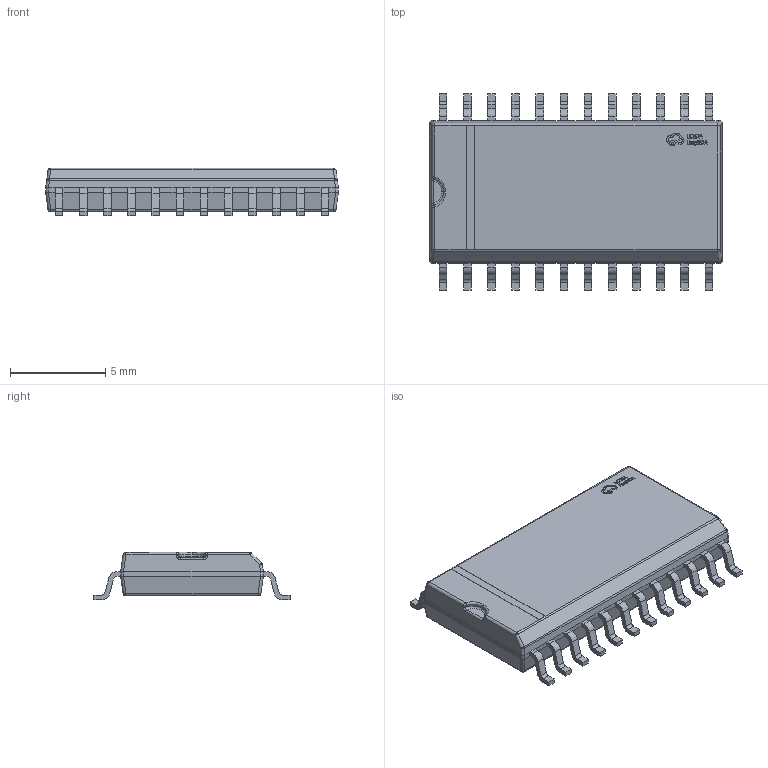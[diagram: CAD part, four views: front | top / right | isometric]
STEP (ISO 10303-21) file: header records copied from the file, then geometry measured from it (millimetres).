
FILE_DESCRIPTION (( 'STEP AP214' ), '1' );
FILE_NAME ('SOIC-24_L15.4-W7.5-H2.7-LS10.3-P1.27.step', '2022-07-26T09:13:03', ( '' ), ( '' ), 'SwSTEP 2.0', 'SolidWorks 2020', '' );
FILE_SCHEMA (( 'AUTOMOTIVE_DESIGN' ));
Length unit declared in the file: millimetre
Products named in the file (1): SOIC-24_L15.4-W7.5-H2.7-LS10.3-P1.27
Bounding box: 15.4 x 10.32 x 2.5 mm (x, y, z)
Volume: 261.4 mm3; surface area: 384.7 mm2
Topology: 14 solids, 14 shells, 695 faces, 1840 edges, 1180 vertices
Faces by surface type: plane 440, cylinder 123, bspline 118, sphere 10, torus 4
Entity records: 29744 total; most frequent: CARTESIAN_POINT 6069, ORIENTED_EDGE 3680, DIRECTION 2972, EDGE_CURVE 1840, LINE 1336, VECTOR 1336, VERTEX_POINT 1180, AXIS2_PLACEMENT_3D 818
